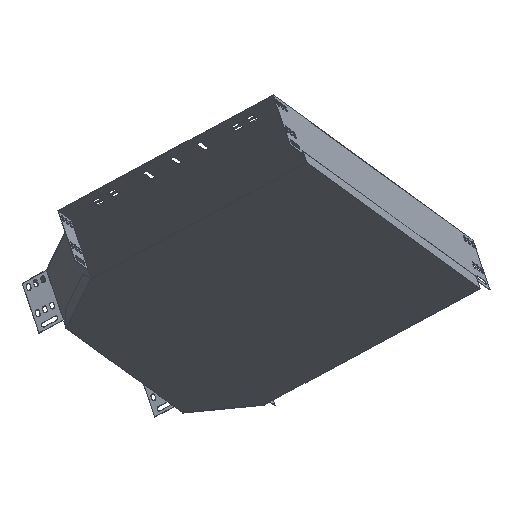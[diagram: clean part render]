
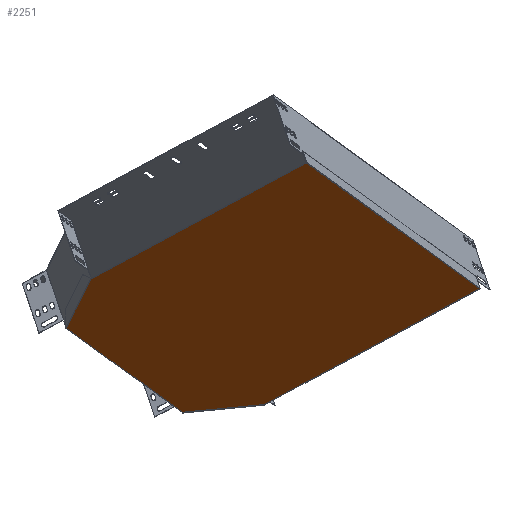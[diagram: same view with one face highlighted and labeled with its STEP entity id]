
A CAD part, front view. The second image highlights one B-rep face of the part: STEP entity #2251.
In plain terms, the highlighted planar face has unit normal (0.283, -0.485, -0.827).
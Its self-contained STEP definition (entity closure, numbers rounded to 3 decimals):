
#136 = EDGE_CURVE ( 'NONE', #825, #5444, #11342, .T. ) ;
#322 = DIRECTION ( 'NONE',  ( 0.276, -0.785, 0.555 ) ) ;
#810 = DIRECTION ( 'NONE',  ( 0.276, -0.785, 0.555 ) ) ;
#825 = VERTEX_POINT ( 'NONE', #5326 ) ;
#860 = CARTESIAN_POINT ( 'NONE',  ( 5.261, 495.258, -64.791 ) ) ;
#1173 = DIRECTION ( 'NONE',  ( 0.455, 0.827, -0.33 ) ) ;
#1328 = EDGE_CURVE ( 'NONE', #8946, #4485, #3334, .T. ) ;
#1548 = DIRECTION ( 'NONE',  ( 0.455, 0.827, -0.33 ) ) ;
#1607 = ORIENTED_EDGE ( 'NONE', *, *, #6656, .T. ) ;
#1708 = CARTESIAN_POINT ( 'NONE',  ( -385.035, 331.722, -102.278 ) ) ;
#1710 = ORIENTED_EDGE ( 'NONE', *, *, #9393, .F. ) ;
#1756 = DIRECTION ( 'NONE',  ( -0.455, -0.827, 0.33 ) ) ;
#1862 = VERTEX_POINT ( 'NONE', #2713 ) ;
#1986 = VERTEX_POINT ( 'NONE', #10590 ) ;
#2251 = ADVANCED_FACE ( 'NONE', ( #10091 ), #4753, .F. ) ;
#2434 = ORIENTED_EDGE ( 'NONE', *, *, #136, .T. ) ;
#2455 = LINE ( 'NONE', #9010, #12231 ) ;
#2630 = VECTOR ( 'NONE', #322, 1000. ) ;
#2713 = CARTESIAN_POINT ( 'NONE',  ( 5.261, 495.258, -64.791 ) ) ;
#2949 = LINE ( 'NONE', #10086, #2630 ) ;
#3129 = ORIENTED_EDGE ( 'NONE', *, *, #1328, .F. ) ;
#3334 = LINE ( 'NONE', #6769, #10585 ) ;
#3672 = EDGE_CURVE ( 'NONE', #1862, #9119, #7410, .T. ) ;
#3686 = ORIENTED_EDGE ( 'NONE', *, *, #8798, .F. ) ;
#3705 = CARTESIAN_POINT ( 'NONE',  ( -126.089, 441.482, -78.147 ) ) ;
#3717 = VECTOR ( 'NONE', #1548, 1000. ) ;
#3950 = CARTESIAN_POINT ( 'NONE',  ( -124.83, 441.289, -77.603 ) ) ;
#4002 = CARTESIAN_POINT ( 'NONE',  ( 70.533, -115.124, 315.703 ) ) ;
#4033 = DIRECTION ( 'NONE',  ( -0.845, 0.283, -0.455 ) ) ;
#4324 = VECTOR ( 'NONE', #9677, 1000. ) ;
#4485 = VERTEX_POINT ( 'NONE', #11517 ) ;
#4499 = LINE ( 'NONE', #3705, #10069 ) ;
#4577 = CARTESIAN_POINT ( 'NONE',  ( -306.925, 109.256, 54.974 ) ) ;
#4617 = DIRECTION ( 'NONE',  ( 0.919, 0.385, 0.088 ) ) ;
#4618 = ORIENTED_EDGE ( 'NONE', *, *, #7518, .T. ) ;
#4753 = PLANE ( 'NONE',  #7446 ) ;
#4788 = VERTEX_POINT ( 'NONE', #9960 ) ;
#4898 = VECTOR ( 'NONE', #11525, 1000. ) ;
#4913 = LINE ( 'NONE', #4995, #4324 ) ;
#4995 = CARTESIAN_POINT ( 'NONE',  ( -268.499, -1.985, 133.39 ) ) ;
#4997 = ORIENTED_EDGE ( 'NONE', *, *, #3672, .T. ) ;
#5326 = CARTESIAN_POINT ( 'NONE',  ( 71.208, -115.35, 316.067 ) ) ;
#5444 = VERTEX_POINT ( 'NONE', #9868 ) ;
#5771 = CARTESIAN_POINT ( 'NONE',  ( -125.05, 441.917, -78.047 ) ) ;
#6403 = ORIENTED_EDGE ( 'NONE', *, *, #12519, .T. ) ;
#6530 = CARTESIAN_POINT ( 'NONE',  ( -307.476, 109.025, 54.921 ) ) ;
#6656 = EDGE_CURVE ( 'NONE', #8946, #1986, #7470, .T. ) ;
#6769 = CARTESIAN_POINT ( 'NONE',  ( -308.523, 109.605, 54.222 ) ) ;
#6906 = EDGE_CURVE ( 'NONE', #7615, #4788, #7629, .T. ) ;
#6994 = VECTOR ( 'NONE', #4033, 1000. ) ;
#7057 = ORIENTED_EDGE ( 'NONE', *, *, #8153, .T. ) ;
#7354 = CARTESIAN_POINT ( 'NONE',  ( -308.211, 108.717, 54.85 ) ) ;
#7410 = LINE ( 'NONE', #860, #4898 ) ;
#7446 = AXIS2_PLACEMENT_3D ( 'NONE', #1708, #7622, #1756 ) ;
#7470 = LINE ( 'NONE', #6530, #9668 ) ;
#7518 = EDGE_CURVE ( 'NONE', #7615, #8795, #4499, .T. ) ;
#7615 = VERTEX_POINT ( 'NONE', #5771 ) ;
#7622 = DIRECTION ( 'NONE',  ( -0.283, 0.485, 0.827 ) ) ;
#7629 = LINE ( 'NONE', #3950, #12276 ) ;
#8153 = EDGE_CURVE ( 'NONE', #8795, #1862, #2949, .T. ) ;
#8471 = CARTESIAN_POINT ( 'NONE',  ( 344.417, 381.662, 117.834 ) ) ;
#8795 = VERTEX_POINT ( 'NONE', #11803 ) ;
#8798 = EDGE_CURVE ( 'NONE', #825, #9119, #2455, .T. ) ;
#8946 = VERTEX_POINT ( 'NONE', #7354 ) ;
#9010 = CARTESIAN_POINT ( 'NONE',  ( 70.694, -116.286, 316.441 ) ) ;
#9119 = VERTEX_POINT ( 'NONE', #8471 ) ;
#9301 = ORIENTED_EDGE ( 'NONE', *, *, #6906, .F. ) ;
#9379 = DIRECTION ( 'NONE',  ( 0.919, 0.385, 0.088 ) ) ;
#9393 = EDGE_CURVE ( 'NONE', #4485, #5444, #4913, .T. ) ;
#9590 = DIRECTION ( 'NONE',  ( 0.276, -0.785, 0.555 ) ) ;
#9668 = VECTOR ( 'NONE', #4617, 1000. ) ;
#9677 = DIRECTION ( 'NONE',  ( 0.919, 0.385, 0.088 ) ) ;
#9868 = CARTESIAN_POINT ( 'NONE',  ( -267.948, -1.754, 133.443 ) ) ;
#9960 = CARTESIAN_POINT ( 'NONE',  ( -124.664, 440.818, -77.27 ) ) ;
#10069 = VECTOR ( 'NONE', #9379, 1000. ) ;
#10086 = CARTESIAN_POINT ( 'NONE',  ( 5.096, 495.729, -65.123 ) ) ;
#10091 = FACE_OUTER_BOUND ( 'NONE', #10294, .T. ) ;
#10294 = EDGE_LOOP ( 'NONE', ( #6403, #9301, #4618, #7057, #4997, #3686, #2434, #1710, #3129, #1607 ) ) ;
#10585 = VECTOR ( 'NONE', #810, 1000. ) ;
#10590 = CARTESIAN_POINT ( 'NONE',  ( -306.925, 109.256, 54.974 ) ) ;
#11342 = LINE ( 'NONE', #4002, #6994 ) ;
#11517 = CARTESIAN_POINT ( 'NONE',  ( -269.234, -2.293, 133.319 ) ) ;
#11525 = DIRECTION ( 'NONE',  ( 0.845, -0.283, 0.455 ) ) ;
#11526 = LINE ( 'NONE', #4577, #3717 ) ;
#11803 = CARTESIAN_POINT ( 'NONE',  ( 4.875, 496.357, -65.567 ) ) ;
#12231 = VECTOR ( 'NONE', #1173, 1000. ) ;
#12276 = VECTOR ( 'NONE', #9590, 1000. ) ;
#12519 = EDGE_CURVE ( 'NONE', #1986, #4788, #11526, .T. ) ;
